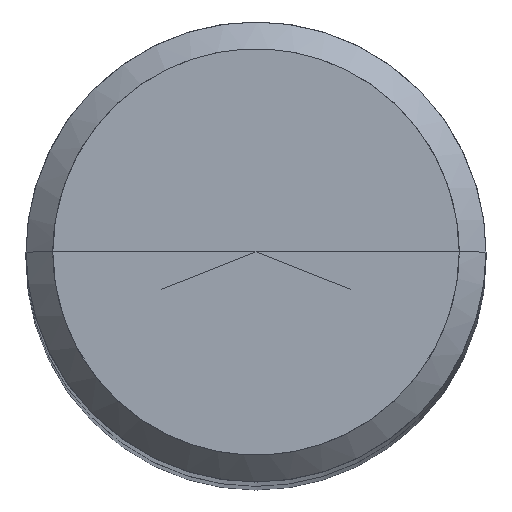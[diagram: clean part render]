
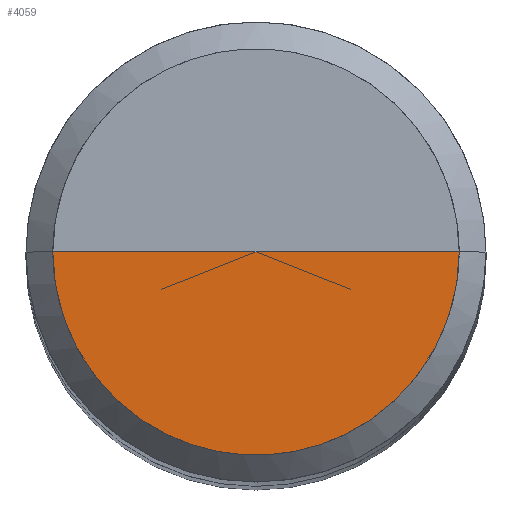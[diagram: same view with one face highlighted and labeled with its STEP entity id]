
A CAD part, top view. The second image highlights one B-rep face of the part: STEP entity #4059.
In plain terms, the highlighted free-form (B-spline) face has degree [1, 2] with [2, 5] control points.
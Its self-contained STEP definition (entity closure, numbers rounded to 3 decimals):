
#3704=CARTESIAN_POINT('',(5.3,0.0,60.0));
#3708=CARTESIAN_POINT('',(-5.3,0.0,60.0));
#3709=CARTESIAN_POINT('',(0.0,0.0,60.0));
#3716=CARTESIAN_POINT('',(-5.3,-5.3,60.0));
#3717=CARTESIAN_POINT('',(0.0,-5.3,60.0));
#3718=CARTESIAN_POINT('',(5.3,-5.3,60.0));
#4044=(
BOUNDED_SURFACE()
B_SPLINE_SURFACE(1,2,(
(#3708,#3716,#3717,#3718,#3704),
(#3709,#3709,#3709,#3709,#3709)
), .UNSPECIFIED.,.F.,.F.,.F.)
B_SPLINE_SURFACE_WITH_KNOTS((2,2),(3,2,3),(
0.0,1.0),(
0.0,0.5,1.0), .UNSPECIFIED.)
GEOMETRIC_REPRESENTATION_ITEM()
RATIONAL_B_SPLINE_SURFACE(((1.0,0.707,1.0,0.707,1.0),
(1.0,0.707,1.0,0.707,1.0)
))
REPRESENTATION_ITEM('')
SURFACE()
);
#4045=(
BOUNDED_CURVE()
B_SPLINE_CURVE(2,(#3704,#3718,#3717,#3716,#3708),.UNSPECIFIED.,.F.,.F.)
B_SPLINE_CURVE_WITH_KNOTS((3,2,3),
(0.0,0.5,1.0),.UNSPECIFIED.)
CURVE()
GEOMETRIC_REPRESENTATION_ITEM()
RATIONAL_B_SPLINE_CURVE((1.0,0.707,1.0,0.707,1.0))
REPRESENTATION_ITEM('')
);
#4046=(
BOUNDED_CURVE()
B_SPLINE_CURVE(1,(#3708,#3709),.UNSPECIFIED.,.F.,.F.)
B_SPLINE_CURVE_WITH_KNOTS((2,2),
(0.0,1.0),.UNSPECIFIED.)
CURVE()
GEOMETRIC_REPRESENTATION_ITEM()
RATIONAL_B_SPLINE_CURVE((1.0,1.0))
REPRESENTATION_ITEM('')
);
#4047=(
BOUNDED_CURVE()
B_SPLINE_CURVE(1,(#3709,#3704),.UNSPECIFIED.,.F.,.F.)
B_SPLINE_CURVE_WITH_KNOTS((2,2),
(0.0,1.0),.UNSPECIFIED.)
CURVE()
GEOMETRIC_REPRESENTATION_ITEM()
RATIONAL_B_SPLINE_CURVE((1.0,1.0))
REPRESENTATION_ITEM('')
);
#4048=VERTEX_POINT('',#3704);
#4049=VERTEX_POINT('',#3708);
#4050=VERTEX_POINT('',#3709);
#4051=EDGE_CURVE('',#4048,#4049,#4045,.T.);
#4052=EDGE_CURVE('',#4049,#4050,#4046,.T.);
#4053=EDGE_CURVE('',#4050,#4048,#4047,.T.);
#4054=ORIENTED_EDGE('',*,*,#4051,.T.);
#4055=ORIENTED_EDGE('',*,*,#4052,.T.);
#4056=ORIENTED_EDGE('',*,*,#4053,.T.);
#4057=EDGE_LOOP('',(#4054,#4055,#4056));
#4058=FACE_OUTER_BOUND('',#4057,.T.);
#4059=ADVANCED_FACE('',(#4058),#4044,.T.);
